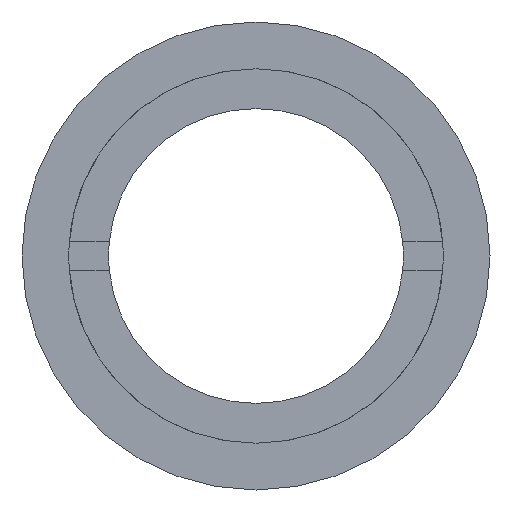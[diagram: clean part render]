
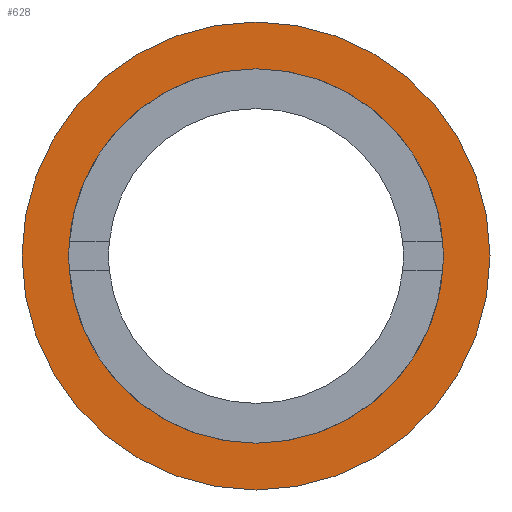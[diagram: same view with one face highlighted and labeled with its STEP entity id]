
A CAD part, front view. The second image highlights one B-rep face of the part: STEP entity #628.
In plain terms, the highlighted planar face has unit normal (0, -1, 0).
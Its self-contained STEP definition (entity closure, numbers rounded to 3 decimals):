
#5 = CARTESIAN_POINT ( 'NONE',  ( 0., 5., 15.875 ) ) ;
#58 = DIRECTION ( 'NONE',  ( 0., -1., 0. ) ) ;
#137 = DIRECTION ( 'NONE',  ( 0., 1., 0. ) ) ;
#149 = CARTESIAN_POINT ( 'NONE',  ( 0., 5., 0. ) ) ;
#230 = ORIENTED_EDGE ( 'NONE', *, *, #746, .F. ) ;
#244 = VERTEX_POINT ( 'NONE', #972 ) ;
#314 = AXIS2_PLACEMENT_3D ( 'NONE', #149, #1060, #511 ) ;
#318 = EDGE_CURVE ( 'NONE', #524, #913, #880, .T. ) ;
#320 = DIRECTION ( 'NONE',  ( 0., 0., 1. ) ) ;
#333 = CARTESIAN_POINT ( 'NONE',  ( 0., 5., 0. ) ) ;
#336 = CARTESIAN_POINT ( 'NONE',  ( 0., 5., 12.2 ) ) ;
#353 = DIRECTION ( 'NONE',  ( 0., 1., 0. ) ) ;
#366 = FACE_BOUND ( 'NONE', #993, .T. ) ;
#389 = AXIS2_PLACEMENT_3D ( 'NONE', #333, #501, #417 ) ;
#394 = AXIS2_PLACEMENT_3D ( 'NONE', #405, #137, #320 ) ;
#405 = CARTESIAN_POINT ( 'NONE',  ( 0., 5., 0. ) ) ;
#417 = DIRECTION ( 'NONE',  ( 0., 0., 1. ) ) ;
#464 = DIRECTION ( 'NONE',  ( 0., 0., -1. ) ) ;
#498 = CARTESIAN_POINT ( 'NONE',  ( -15.875, 5., 0. ) ) ;
#501 = DIRECTION ( 'NONE',  ( 0., 1., 0. ) ) ;
#511 = DIRECTION ( 'NONE',  ( 0., 0., 1. ) ) ;
#524 = VERTEX_POINT ( 'NONE', #336 ) ;
#532 = DIRECTION ( 'NONE',  ( 0., 0., 1. ) ) ;
#567 = EDGE_CURVE ( 'NONE', #913, #524, #873, .T. ) ;
#601 = VERTEX_POINT ( 'NONE', #5 ) ;
#628 = ADVANCED_FACE ( 'NONE', ( #366, #892 ), #851, .T. ) ;
#643 = CIRCLE ( 'NONE', #999, 15.875 ) ;
#689 = AXIS2_PLACEMENT_3D ( 'NONE', #498, #58, #464 ) ;
#704 = ORIENTED_EDGE ( 'NONE', *, *, #567, .T. ) ;
#731 = ORIENTED_EDGE ( 'NONE', *, *, #1044, .F. ) ;
#746 = EDGE_CURVE ( 'NONE', #601, #244, #643, .T. ) ;
#849 = CARTESIAN_POINT ( 'NONE',  ( 0., 5., -12.2 ) ) ;
#851 = PLANE ( 'NONE',  #689 ) ;
#873 = CIRCLE ( 'NONE', #314, 12.2 ) ;
#880 = CIRCLE ( 'NONE', #394, 12.2 ) ;
#892 = FACE_OUTER_BOUND ( 'NONE', #1004, .T. ) ;
#913 = VERTEX_POINT ( 'NONE', #849 ) ;
#972 = CARTESIAN_POINT ( 'NONE',  ( 0., 5., -15.875 ) ) ;
#993 = EDGE_LOOP ( 'NONE', ( #1087, #704 ) ) ;
#999 = AXIS2_PLACEMENT_3D ( 'NONE', #1124, #353, #532 ) ;
#1001 = CIRCLE ( 'NONE', #389, 15.875 ) ;
#1004 = EDGE_LOOP ( 'NONE', ( #230, #731 ) ) ;
#1044 = EDGE_CURVE ( 'NONE', #244, #601, #1001, .T. ) ;
#1060 = DIRECTION ( 'NONE',  ( 0., 1., 0. ) ) ;
#1087 = ORIENTED_EDGE ( 'NONE', *, *, #318, .T. ) ;
#1124 = CARTESIAN_POINT ( 'NONE',  ( 0., 5., 0. ) ) ;
